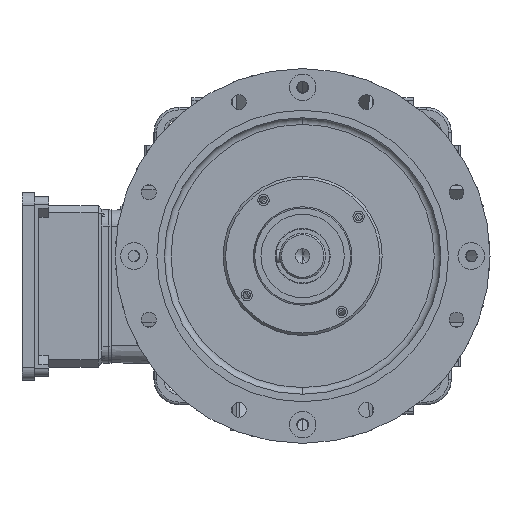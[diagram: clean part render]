
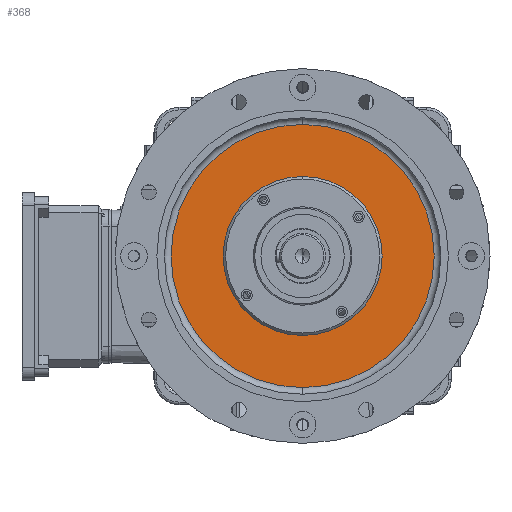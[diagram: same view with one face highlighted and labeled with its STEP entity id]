
A CAD part, left-side view. The second image highlights one B-rep face of the part: STEP entity #368.
In plain terms, the highlighted planar face has unit normal (-1, 0, 0).
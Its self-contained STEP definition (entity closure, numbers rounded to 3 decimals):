
#368 = ADVANCED_FACE ( 'NONE', ( #55512, #114997 ), #83801, .F. ) ;
#376 = ORIENTED_EDGE ( 'NONE', *, *, #146698, .F. ) ;
#10539 = DIRECTION ( 'NONE',  ( 0., 0., 1. ) ) ;
#10992 = VERTEX_POINT ( 'NONE', #166517 ) ;
#13239 = CARTESIAN_POINT ( 'NONE',  ( 19.5, 0., -158. ) ) ;
#13315 = CARTESIAN_POINT ( 'NONE',  ( 19.5, 0., 0. ) ) ;
#18833 = CIRCLE ( 'NONE', #124392, 95.5 ) ;
#20768 = EDGE_CURVE ( 'NONE', #168292, #56786, #81834, .T. ) ;
#26947 = AXIS2_PLACEMENT_3D ( 'NONE', #97108, #113124, #171601 ) ;
#27220 = CARTESIAN_POINT ( 'NONE',  ( 19.5, 0., 0. ) ) ;
#29402 = CARTESIAN_POINT ( 'NONE',  ( 19.5, 0., 158. ) ) ;
#38059 = EDGE_CURVE ( 'NONE', #56786, #168292, #49769, .T. ) ;
#49764 = ORIENTED_EDGE ( 'NONE', *, *, #127228, .F. ) ;
#49769 = CIRCLE ( 'NONE', #89002, 158. ) ;
#55512 = FACE_BOUND ( 'NONE', #186583, .T. ) ;
#56786 = VERTEX_POINT ( 'NONE', #13239 ) ;
#64115 = DIRECTION ( 'NONE',  ( -1., 0., 0. ) ) ;
#70900 = DIRECTION ( 'NONE',  ( -1., 0., 0. ) ) ;
#74892 = CIRCLE ( 'NONE', #168486, 95.5 ) ;
#75495 = DIRECTION ( 'NONE',  ( 0., 0., 1. ) ) ;
#81834 = CIRCLE ( 'NONE', #121110, 158. ) ;
#83801 = PLANE ( 'NONE',  #26947 ) ;
#89002 = AXIS2_PLACEMENT_3D ( 'NONE', #13315, #70900, #10539 ) ;
#92976 = ORIENTED_EDGE ( 'NONE', *, *, #38059, .T. ) ;
#93960 = CARTESIAN_POINT ( 'NONE',  ( 19.5, 0., -95.5 ) ) ;
#97108 = CARTESIAN_POINT ( 'NONE',  ( 19.5, 158., 0. ) ) ;
#111079 = VERTEX_POINT ( 'NONE', #93960 ) ;
#113124 = DIRECTION ( 'NONE',  ( 1., 0., 0. ) ) ;
#114997 = FACE_OUTER_BOUND ( 'NONE', #166427, .T. ) ;
#118020 = ORIENTED_EDGE ( 'NONE', *, *, #20768, .T. ) ;
#121110 = AXIS2_PLACEMENT_3D ( 'NONE', #27220, #171677, #185878 ) ;
#124392 = AXIS2_PLACEMENT_3D ( 'NONE', #158496, #144343, #130180 ) ;
#127228 = EDGE_CURVE ( 'NONE', #10992, #111079, #74892, .T. ) ;
#130180 = DIRECTION ( 'NONE',  ( 0., 0., 1. ) ) ;
#144343 = DIRECTION ( 'NONE',  ( -1., 0., 0. ) ) ;
#146698 = EDGE_CURVE ( 'NONE', #111079, #10992, #18833, .T. ) ;
#158496 = CARTESIAN_POINT ( 'NONE',  ( 19.5, 0., 0. ) ) ;
#164227 = CARTESIAN_POINT ( 'NONE',  ( 19.5, 0., 0. ) ) ;
#166427 = EDGE_LOOP ( 'NONE', ( #118020, #92976 ) ) ;
#166517 = CARTESIAN_POINT ( 'NONE',  ( 19.5, 0., 95.5 ) ) ;
#168292 = VERTEX_POINT ( 'NONE', #29402 ) ;
#168486 = AXIS2_PLACEMENT_3D ( 'NONE', #164227, #64115, #75495 ) ;
#171601 = DIRECTION ( 'NONE',  ( 0., 0., -1. ) ) ;
#171677 = DIRECTION ( 'NONE',  ( -1., 0., 0. ) ) ;
#185878 = DIRECTION ( 'NONE',  ( 0., 0., 1. ) ) ;
#186583 = EDGE_LOOP ( 'NONE', ( #376, #49764 ) ) ;
